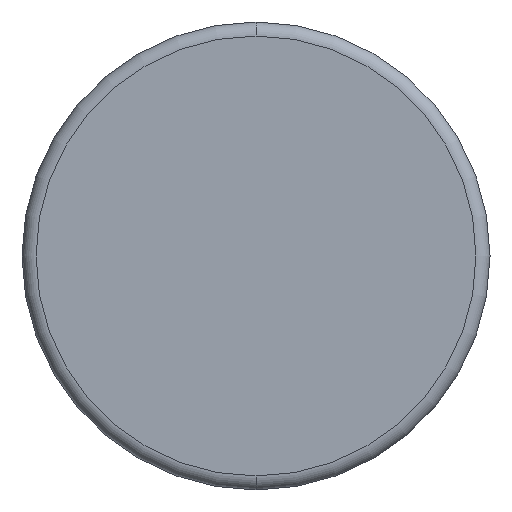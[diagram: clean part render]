
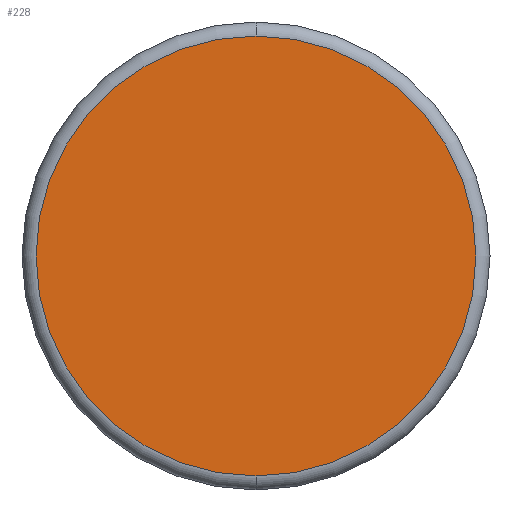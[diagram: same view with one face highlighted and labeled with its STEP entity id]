
A CAD part, front view. The second image highlights one B-rep face of the part: STEP entity #228.
In plain terms, the highlighted planar face has unit normal (0, -1, 0).
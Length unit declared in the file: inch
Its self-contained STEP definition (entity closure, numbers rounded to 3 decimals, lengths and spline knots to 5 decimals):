
#9 = CARTESIAN_POINT ( 'NONE',  ( 0., 0., 0. ) ) ;
#12 = AXIS2_PLACEMENT_3D ( 'NONE', #373, #250, #100 ) ;
#21 = AXIS2_PLACEMENT_3D ( 'NONE', #149, #206, #311 ) ;
#61 = EDGE_LOOP ( 'NONE', ( #109, #123 ) ) ;
#71 = FACE_OUTER_BOUND ( 'NONE', #61, .T. ) ;
#100 = DIRECTION ( 'NONE',  ( 0., 0., -1. ) ) ;
#109 = ORIENTED_EDGE ( 'NONE', *, *, #323, .T. ) ;
#123 = ORIENTED_EDGE ( 'NONE', *, *, #196, .T. ) ;
#145 = AXIS2_PLACEMENT_3D ( 'NONE', #9, #255, #316 ) ;
#149 = CARTESIAN_POINT ( 'NONE',  ( 0., 0., 0. ) ) ;
#188 = PLANE ( 'NONE',  #145 ) ;
#196 = EDGE_CURVE ( 'NONE', #366, #295, #260, .T. ) ;
#206 = DIRECTION ( 'NONE',  ( 0., -1., 0. ) ) ;
#228 = ADVANCED_FACE ( 'NONE', ( #71 ), #188, .T. ) ;
#229 = CARTESIAN_POINT ( 'NONE',  ( 0., 0., 0.47 ) ) ;
#250 = DIRECTION ( 'NONE',  ( 0., -1., 0. ) ) ;
#254 = CARTESIAN_POINT ( 'NONE',  ( 0., 0., -0.47 ) ) ;
#255 = DIRECTION ( 'NONE',  ( 0., -1., 0. ) ) ;
#260 = CIRCLE ( 'NONE', #21, 0.47 ) ;
#272 = CIRCLE ( 'NONE', #12, 0.47 ) ;
#295 = VERTEX_POINT ( 'NONE', #254 ) ;
#311 = DIRECTION ( 'NONE',  ( 0., 0., -1. ) ) ;
#316 = DIRECTION ( 'NONE',  ( 0., 0., -1. ) ) ;
#323 = EDGE_CURVE ( 'NONE', #295, #366, #272, .T. ) ;
#366 = VERTEX_POINT ( 'NONE', #229 ) ;
#373 = CARTESIAN_POINT ( 'NONE',  ( 0., 0., 0. ) ) ;
